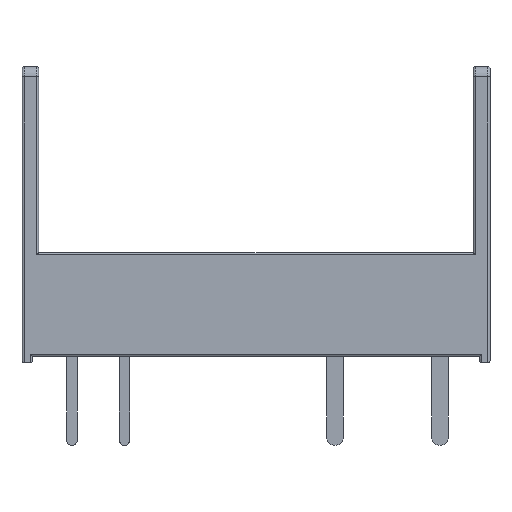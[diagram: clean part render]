
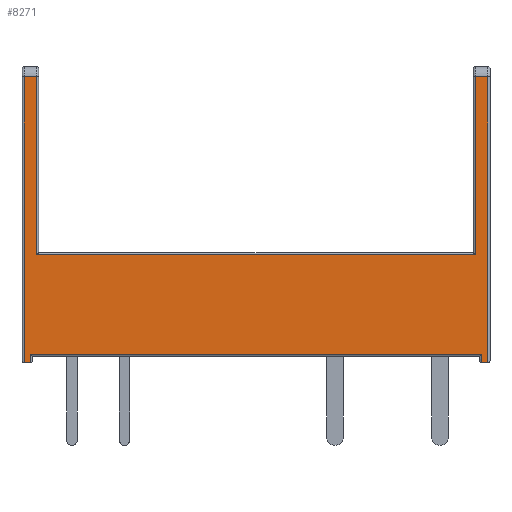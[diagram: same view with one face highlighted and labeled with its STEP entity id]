
A CAD part, front view. The second image highlights one B-rep face of the part: STEP entity #8271.
In plain terms, the highlighted planar face has unit normal (0, -1, 0).
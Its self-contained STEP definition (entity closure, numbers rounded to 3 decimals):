
#272 = EDGE_CURVE ( 'NONE', #3144, #7203, #2243, .T. ) ;
#752 = CARTESIAN_POINT ( 'NONE',  ( -11.3, -2.5, -0.3 ) ) ;
#765 = DIRECTION ( 'NONE',  ( 0., 0., 1. ) ) ;
#878 = EDGE_CURVE ( 'NONE', #19189, #7905, #22325, .T. ) ;
#1033 = CARTESIAN_POINT ( 'NONE',  ( -10.9, -2.5, 5. ) ) ;
#1069 = VECTOR ( 'NONE', #12435, 1000. ) ;
#1389 = EDGE_LOOP ( 'NONE', ( #19620, #22740, #9622, #20120, #1934, #16333, #6701, #20515, #22731, #12708, #22531, #1473 ) ) ;
#1473 = ORIENTED_EDGE ( 'NONE', *, *, #272, .T. ) ;
#1875 = LINE ( 'NONE', #8699, #11739 ) ;
#1934 = ORIENTED_EDGE ( 'NONE', *, *, #19369, .T. ) ;
#2171 = CARTESIAN_POINT ( 'NONE',  ( 11.2, -2.5, -0.3 ) ) ;
#2190 = DIRECTION ( 'NONE',  ( -1., 0., 0. ) ) ;
#2202 = LINE ( 'NONE', #9016, #10850 ) ;
#2243 = LINE ( 'NONE', #9277, #14586 ) ;
#2362 = DIRECTION ( 'NONE',  ( 0., 0., -1. ) ) ;
#2587 = CARTESIAN_POINT ( 'NONE',  ( 10.9, -2.5, 0.1 ) ) ;
#2801 = VERTEX_POINT ( 'NONE', #9171 ) ;
#3144 = VERTEX_POINT ( 'NONE', #2587 ) ;
#3158 = EDGE_CURVE ( 'NONE', #11392, #7203, #7632, .T. ) ;
#3353 = VERTEX_POINT ( 'NONE', #16822 ) ;
#4028 = VERTEX_POINT ( 'NONE', #8558 ) ;
#4561 = DIRECTION ( 'NONE',  ( 0., 0., -1. ) ) ;
#4827 = CARTESIAN_POINT ( 'NONE',  ( -10.6, -2.5, 13.5 ) ) ;
#4869 = EDGE_CURVE ( 'NONE', #2801, #4028, #14371, .T. ) ;
#4916 = EDGE_CURVE ( 'NONE', #11392, #2801, #2202, .T. ) ;
#6439 = CARTESIAN_POINT ( 'NONE',  ( -11.3, -2.5, 5. ) ) ;
#6701 = ORIENTED_EDGE ( 'NONE', *, *, #14285, .T. ) ;
#7202 = VECTOR ( 'NONE', #4561, 1000. ) ;
#7203 = VERTEX_POINT ( 'NONE', #22635 ) ;
#7632 = LINE ( 'NONE', #9493, #18980 ) ;
#7651 = AXIS2_PLACEMENT_3D ( 'NONE', #6439, #10443, #17571 ) ;
#7709 = CARTESIAN_POINT ( 'NONE',  ( -11.3, -2.5, 13.5 ) ) ;
#7905 = VERTEX_POINT ( 'NONE', #12820 ) ;
#8184 = VECTOR ( 'NONE', #2190, 1000. ) ;
#8271 = ADVANCED_FACE ( 'NONE', ( #8555 ), #10321, .F. ) ;
#8555 = FACE_OUTER_BOUND ( 'NONE', #1389, .T. ) ;
#8558 = CARTESIAN_POINT ( 'NONE',  ( 10.6, -2.5, 13.5 ) ) ;
#8699 = CARTESIAN_POINT ( 'NONE',  ( -10.5, -2.5, 4.9 ) ) ;
#9016 = CARTESIAN_POINT ( 'NONE',  ( 11.2, -2.5, 5. ) ) ;
#9134 = CARTESIAN_POINT ( 'NONE',  ( 10.6, -2.5, 4.9 ) ) ;
#9171 = CARTESIAN_POINT ( 'NONE',  ( 11.2, -2.5, 13.5 ) ) ;
#9220 = CARTESIAN_POINT ( 'NONE',  ( 10.6, -2.5, 5. ) ) ;
#9277 = CARTESIAN_POINT ( 'NONE',  ( 10.9, -2.5, 5. ) ) ;
#9493 = CARTESIAN_POINT ( 'NONE',  ( 10.8, -2.5, -0.3 ) ) ;
#9622 = ORIENTED_EDGE ( 'NONE', *, *, #4869, .T. ) ;
#9703 = LINE ( 'NONE', #7709, #20056 ) ;
#9977 = VECTOR ( 'NONE', #765, 1000. ) ;
#10009 = VERTEX_POINT ( 'NONE', #13579 ) ;
#10321 = PLANE ( 'NONE',  #7651 ) ;
#10443 = DIRECTION ( 'NONE',  ( 0., 1., 0. ) ) ;
#10446 = CARTESIAN_POINT ( 'NONE',  ( -10.9, -2.5, 0.1 ) ) ;
#10850 = VECTOR ( 'NONE', #16137, 1000. ) ;
#10856 = VECTOR ( 'NONE', #18639, 1000. ) ;
#11000 = VERTEX_POINT ( 'NONE', #4827 ) ;
#11006 = EDGE_CURVE ( 'NONE', #10009, #11823, #15426, .T. ) ;
#11392 = VERTEX_POINT ( 'NONE', #2171 ) ;
#11739 = VECTOR ( 'NONE', #22881, 1000. ) ;
#11823 = VERTEX_POINT ( 'NONE', #10446 ) ;
#11969 = CARTESIAN_POINT ( 'NONE',  ( -11.3, -2.5, 0.1 ) ) ;
#12435 = DIRECTION ( 'NONE',  ( -1., 0., 0. ) ) ;
#12679 = EDGE_CURVE ( 'NONE', #10009, #7905, #16819, .T. ) ;
#12708 = ORIENTED_EDGE ( 'NONE', *, *, #11006, .T. ) ;
#12820 = CARTESIAN_POINT ( 'NONE',  ( -11.2, -2.5, -0.3 ) ) ;
#12886 = CARTESIAN_POINT ( 'NONE',  ( 10.5, -2.5, 13.5 ) ) ;
#13579 = CARTESIAN_POINT ( 'NONE',  ( -10.9, -2.5, -0.3 ) ) ;
#13899 = VECTOR ( 'NONE', #22364, 1000. ) ;
#14285 = EDGE_CURVE ( 'NONE', #11000, #19189, #9703, .T. ) ;
#14300 = EDGE_CURVE ( 'NONE', #3353, #11000, #17061, .T. ) ;
#14371 = LINE ( 'NONE', #12886, #1069 ) ;
#14532 = LINE ( 'NONE', #11969, #10856 ) ;
#14586 = VECTOR ( 'NONE', #2362, 1000. ) ;
#14742 = DIRECTION ( 'NONE',  ( -1., 0., 0. ) ) ;
#14943 = DIRECTION ( 'NONE',  ( -1., 0., 0. ) ) ;
#15151 = CARTESIAN_POINT ( 'NONE',  ( -11.2, -2.5, 5. ) ) ;
#15426 = LINE ( 'NONE', #1033, #13899 ) ;
#15792 = EDGE_CURVE ( 'NONE', #11823, #3144, #14532, .T. ) ;
#16137 = DIRECTION ( 'NONE',  ( 0., 0., 1. ) ) ;
#16333 = ORIENTED_EDGE ( 'NONE', *, *, #14300, .T. ) ;
#16347 = DIRECTION ( 'NONE',  ( 0., 0., -1. ) ) ;
#16757 = CARTESIAN_POINT ( 'NONE',  ( -11.2, -2.5, 13.5 ) ) ;
#16819 = LINE ( 'NONE', #752, #8184 ) ;
#16822 = CARTESIAN_POINT ( 'NONE',  ( -10.6, -2.5, 4.9 ) ) ;
#16834 = CARTESIAN_POINT ( 'NONE',  ( -10.6, -2.5, 5. ) ) ;
#16923 = VERTEX_POINT ( 'NONE', #9134 ) ;
#17061 = LINE ( 'NONE', #16834, #9977 ) ;
#17571 = DIRECTION ( 'NONE',  ( 0., 0., 1. ) ) ;
#18639 = DIRECTION ( 'NONE',  ( 1., 0., 0. ) ) ;
#18980 = VECTOR ( 'NONE', #14742, 1000. ) ;
#19189 = VERTEX_POINT ( 'NONE', #16757 ) ;
#19369 = EDGE_CURVE ( 'NONE', #16923, #3353, #1875, .T. ) ;
#19620 = ORIENTED_EDGE ( 'NONE', *, *, #3158, .F. ) ;
#19869 = LINE ( 'NONE', #9220, #20167 ) ;
#20056 = VECTOR ( 'NONE', #14943, 1000. ) ;
#20120 = ORIENTED_EDGE ( 'NONE', *, *, #22886, .T. ) ;
#20167 = VECTOR ( 'NONE', #16347, 1000. ) ;
#20515 = ORIENTED_EDGE ( 'NONE', *, *, #878, .T. ) ;
#22325 = LINE ( 'NONE', #15151, #7202 ) ;
#22364 = DIRECTION ( 'NONE',  ( 0., 0., 1. ) ) ;
#22531 = ORIENTED_EDGE ( 'NONE', *, *, #15792, .T. ) ;
#22635 = CARTESIAN_POINT ( 'NONE',  ( 10.9, -2.5, -0.3 ) ) ;
#22731 = ORIENTED_EDGE ( 'NONE', *, *, #12679, .F. ) ;
#22740 = ORIENTED_EDGE ( 'NONE', *, *, #4916, .T. ) ;
#22881 = DIRECTION ( 'NONE',  ( -1., 0., 0. ) ) ;
#22886 = EDGE_CURVE ( 'NONE', #4028, #16923, #19869, .T. ) ;
